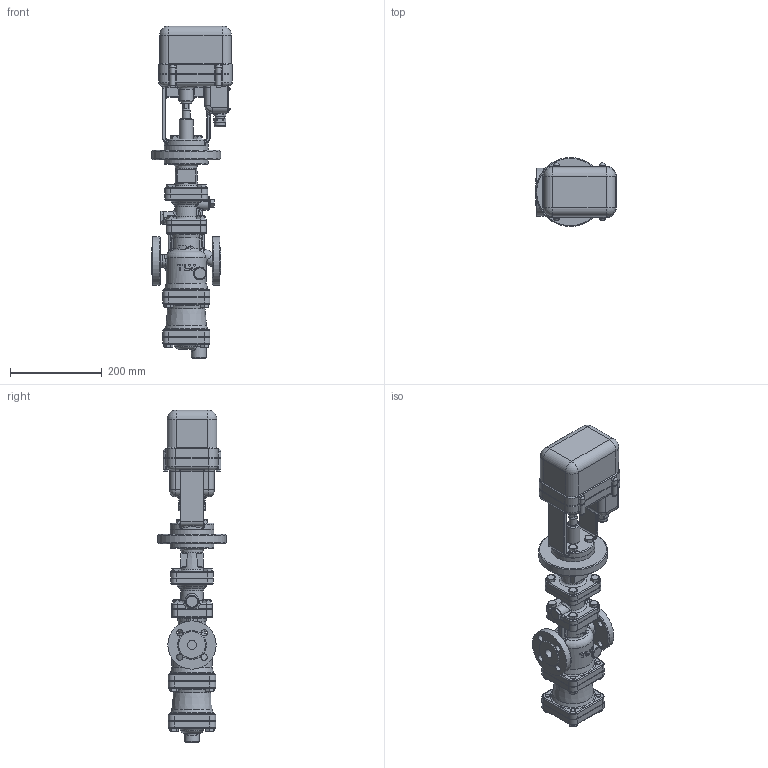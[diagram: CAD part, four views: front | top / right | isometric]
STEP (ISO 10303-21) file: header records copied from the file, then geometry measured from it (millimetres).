
FILE_DESCRIPTION((''),'2;1');
FILE_NAME('ccs3x-020-e0025-00.stp','2009-09-03T14:56:28',('nakaot'),(''),'Autodesk Inventor 2008','Autodesk Inventor 2008','');
FILE_SCHEMA(('AUTOMOTIVE_DESIGN { 1 0 10303 214 1 1 1 1 }'));
Length unit declared in the file: millimetre
Products named in the file (1): ccs3x-020-e0025-00
Bounding box: 175 x 150 x 722 mm (x, y, z)
Volume: 5835413.5 mm3; surface area: 525265.7 mm2
Topology: 7 solids, 7 shells, 1461 faces, 3443 edges, 2079 vertices
Faces by surface type: plane 578, cylinder 361, bspline 311, cone 125, torus 70, sphere 16
Full cylindrical faces by diameter (mm): 4.6 x4, 5.3 x4, 6 x4, 7 x4, 10 x40, 18 x1, 20 x4, 23 x1, 24 x2, 26 x1, 27 x1, 30 x1, 30.1 x1, 32 x2, 45 x1, 50.5 x1, 60 x1, 70 x1, 80 x1, 88 x1, 90 x1, 95 x3, 105 x2, 150 x1
Entity records: 73097 total; most frequent: CARTESIAN_POINT 42491, ORIENTED_EDGE 6352, DIRECTION 5987, EDGE_CURVE 3176, AXIS2_PLACEMENT_3D 2372, VERTEX_POINT 2025, EDGE_LOOP 1833, FACE_OUTER_BOUND 1461
